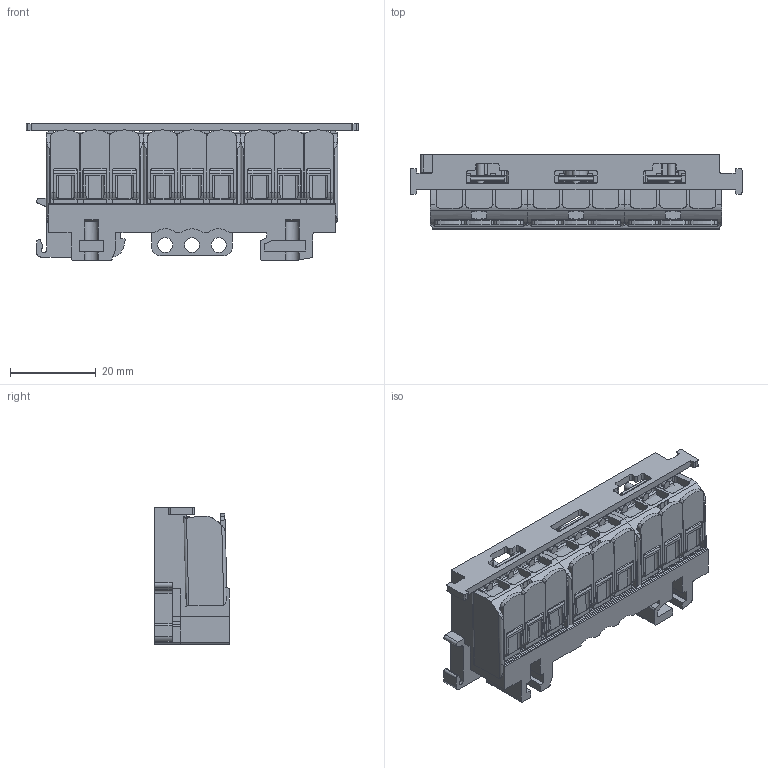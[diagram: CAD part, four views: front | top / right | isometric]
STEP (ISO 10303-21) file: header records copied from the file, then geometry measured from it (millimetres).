
FILE_DESCRIPTION(/* description */ (''),/* implementation_level */ '2;1');
FILE_NAME(/* name */ 'WAGO 221-500_v2.step',/* time_stamp */ '2023-05-23T22:29:50-06:00',/* author */ (''),/* organization */ (''),/* preprocessor_version */ 'ST-DEVELOPER v19.2',/* originating_system */ 'Autodesk Translation Framework v12.4.0.73',/* authorisation */ '');
FILE_SCHEMA (('AUTOMOTIVE_DESIGN { 1 0 10303 214 3 1 1 }'));
Length unit declared in the file: millimetre
Products named in the file (3): WAGO 221-500; Wago DIN Carrier; Wago Lever Connector
Assembly tree (4 placements, depth 3):
  WAGO 221-500
    Wago DIN Carrier
      Wago Lever Connector  x3
Bounding box: 77.6 x 17.5 x 32 mm (x, y, z)
Volume: 22764.3 mm3; surface area: 18269.2 mm2
Topology: 4 solids, 4 shells, 1092 faces, 3298 edges, 2192 vertices
Faces by surface type: plane 668, cylinder 424
Full cylindrical faces by diameter (mm): 3.5 x3
Entity records: 26586 total; most frequent: CARTESIAN_POINT 5017, ORIENTED_EDGE 4632, DIRECTION 4379, EDGE_CURVE 2316, LINE 1687, VECTOR 1687, VERTEX_POINT 1536, AXIS2_PLACEMENT_3D 1346
